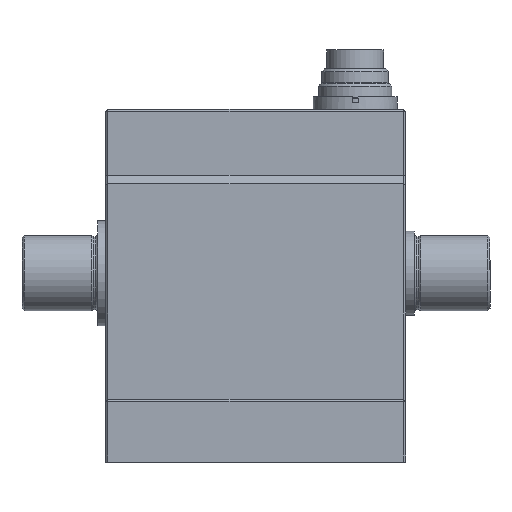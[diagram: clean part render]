
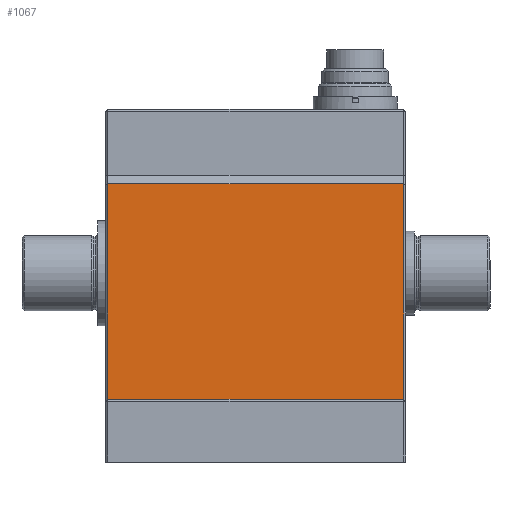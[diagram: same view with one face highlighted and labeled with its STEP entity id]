
A CAD part, left-side view. The second image highlights one B-rep face of the part: STEP entity #1067.
In plain terms, the highlighted planar face has unit normal (-1, 0, 0).
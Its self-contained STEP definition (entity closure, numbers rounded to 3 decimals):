
#1067 = ADVANCED_FACE( '', ( #2249 ), #2250, .T. );
#2249 = FACE_OUTER_BOUND( '', #3978, .T. );
#2250 = PLANE( '', #3979 );
#3978 = EDGE_LOOP( '', ( #5855, #5856, #5857, #5858 ) );
#3979 = AXIS2_PLACEMENT_3D( '', #5859, #5860, #5861 );
#5855 = ORIENTED_EDGE( '', *, *, #9109, .T. );
#5856 = ORIENTED_EDGE( '', *, *, #9110, .T. );
#5857 = ORIENTED_EDGE( '', *, *, #9111, .T. );
#5858 = ORIENTED_EDGE( '', *, *, #9112, .T. );
#5859 = CARTESIAN_POINT( '', ( -22., 71.5, 68.3 ) );
#5860 = DIRECTION( '', ( -1., 0., 0. ) );
#5861 = DIRECTION( '', ( 0., 0., 1. ) );
#9109 = EDGE_CURVE( '', #10518, #10519, #10520, .T. );
#9110 = EDGE_CURVE( '', #10519, #10303, #10521, .T. );
#9111 = EDGE_CURVE( '', #10303, #10522, #10523, .T. );
#9112 = EDGE_CURVE( '', #10522, #10518, #10524, .T. );
#10303 = VERTEX_POINT( '', #12176 );
#10518 = VERTEX_POINT( '', #12450 );
#10519 = VERTEX_POINT( '', #12451 );
#10520 = LINE( '', #12452, #12453 );
#10521 = LINE( '', #12454, #12455 );
#10522 = VERTEX_POINT( '', #12456 );
#10523 = LINE( '', #12457, #12458 );
#10524 = LINE( '', #12459, #12460 );
#12176 = CARTESIAN_POINT( '', ( -22., 0.5, 66.3 ) );
#12450 = CARTESIAN_POINT( '', ( -22., 71., 15. ) );
#12451 = CARTESIAN_POINT( '', ( -22., 0.5, 15. ) );
#12452 = CARTESIAN_POINT( '', ( -22., 71.5, 15. ) );
#12453 = VECTOR( '', #14530, 1000. );
#12454 = CARTESIAN_POINT( '', ( -22., 0.5, 68.3 ) );
#12455 = VECTOR( '', #14531, 1000. );
#12456 = CARTESIAN_POINT( '', ( -22., 71., 66.3 ) );
#12457 = CARTESIAN_POINT( '', ( -22., 71.5, 66.3 ) );
#12458 = VECTOR( '', #14532, 1000. );
#12459 = CARTESIAN_POINT( '', ( -22., 71., 15. ) );
#12460 = VECTOR( '', #14533, 1000. );
#14530 = DIRECTION( '', ( 0., -1., 0. ) );
#14531 = DIRECTION( '', ( 0., 0., 1. ) );
#14532 = DIRECTION( '', ( 0., 1., 0. ) );
#14533 = DIRECTION( '', ( 0., 0., -1. ) );
